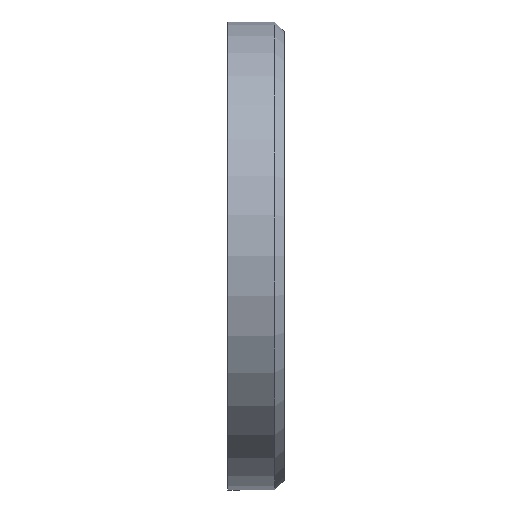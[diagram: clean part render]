
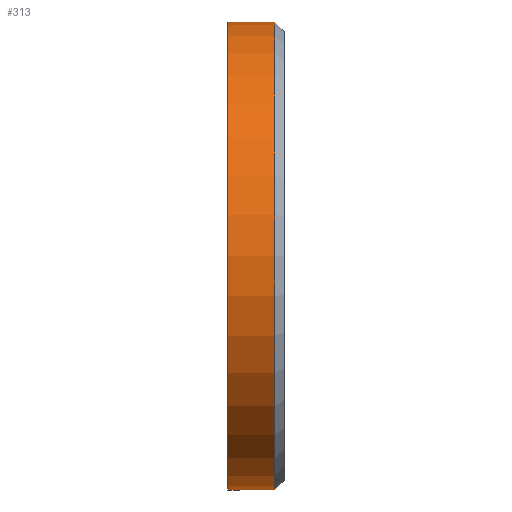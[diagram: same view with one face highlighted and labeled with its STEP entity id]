
A CAD part, top view. The second image highlights one B-rep face of the part: STEP entity #313.
In plain terms, the highlighted cylindrical face has radius 25 mm (diameter 50 mm), a partial arc.
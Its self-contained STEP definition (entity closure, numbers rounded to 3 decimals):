
#15 = DIRECTION ( 'NONE',  ( 0., -1., 0. ) ) ;
#64 = VERTEX_POINT ( 'NONE', #674 ) ;
#71 = DIRECTION ( 'NONE',  ( 1., 0., 0. ) ) ;
#88 = VERTEX_POINT ( 'NONE', #602 ) ;
#153 = DIRECTION ( 'NONE',  ( 0., -1., 0.007 ) ) ;
#160 = VERTEX_POINT ( 'NONE', #886 ) ;
#163 = AXIS2_PLACEMENT_3D ( 'NONE', #352, #71, #491 ) ;
#168 = VECTOR ( 'NONE', #205, 1000. ) ;
#188 = FACE_OUTER_BOUND ( 'NONE', #675, .T. ) ;
#205 = DIRECTION ( 'NONE',  ( 1., 0., 0. ) ) ;
#209 = CIRCLE ( 'NONE', #311, 25. ) ;
#218 = CARTESIAN_POINT ( 'NONE',  ( 559., 0., 1009. ) ) ;
#311 = AXIS2_PLACEMENT_3D ( 'NONE', #218, #572, #153 ) ;
#313 = ADVANCED_FACE ( 'NONE', ( #188 ), #642, .T. ) ;
#352 = CARTESIAN_POINT ( 'NONE',  ( 544.1, 0., 1009. ) ) ;
#363 = CARTESIAN_POINT ( 'NONE',  ( 544.1, -25., 1009. ) ) ;
#382 = CARTESIAN_POINT ( 'NONE',  ( 564., -25., 1009. ) ) ;
#406 = EDGE_CURVE ( 'NONE', #64, #88, #209, .T. ) ;
#424 = CARTESIAN_POINT ( 'NONE',  ( 544.1, 25., 1009. ) ) ;
#430 = ORIENTED_EDGE ( 'NONE', *, *, #881, .T. ) ;
#441 = DIRECTION ( 'NONE',  ( -1., 0., 0. ) ) ;
#461 = EDGE_CURVE ( 'NONE', #571, #160, #535, .T. ) ;
#491 = DIRECTION ( 'NONE',  ( 0., -1., 0. ) ) ;
#495 = LINE ( 'NONE', #363, #569 ) ;
#535 = CIRCLE ( 'NONE', #688, 25. ) ;
#545 = LINE ( 'NONE', #424, #168 ) ;
#569 = VECTOR ( 'NONE', #716, 1000. ) ;
#571 = VERTEX_POINT ( 'NONE', #382 ) ;
#572 = DIRECTION ( 'NONE',  ( -1., 0., 0. ) ) ;
#602 = CARTESIAN_POINT ( 'NONE',  ( 559., 25., 1009. ) ) ;
#642 = CYLINDRICAL_SURFACE ( 'NONE', #163, 25. ) ;
#674 = CARTESIAN_POINT ( 'NONE',  ( 559., -25., 1009. ) ) ;
#675 = EDGE_LOOP ( 'NONE', ( #876, #760, #430, #769 ) ) ;
#688 = AXIS2_PLACEMENT_3D ( 'NONE', #710, #441, #15 ) ;
#710 = CARTESIAN_POINT ( 'NONE',  ( 564., 0., 1009. ) ) ;
#716 = DIRECTION ( 'NONE',  ( 1., 0., 0. ) ) ;
#760 = ORIENTED_EDGE ( 'NONE', *, *, #406, .F. ) ;
#769 = ORIENTED_EDGE ( 'NONE', *, *, #461, .T. ) ;
#774 = EDGE_CURVE ( 'NONE', #88, #160, #545, .T. ) ;
#876 = ORIENTED_EDGE ( 'NONE', *, *, #774, .F. ) ;
#881 = EDGE_CURVE ( 'NONE', #64, #571, #495, .T. ) ;
#886 = CARTESIAN_POINT ( 'NONE',  ( 564., 25., 1009. ) ) ;
